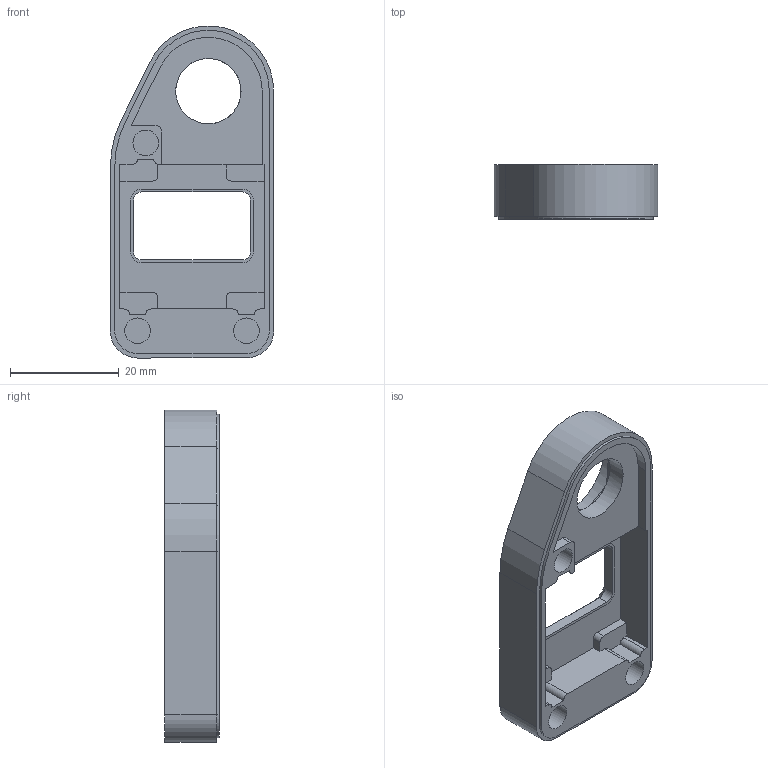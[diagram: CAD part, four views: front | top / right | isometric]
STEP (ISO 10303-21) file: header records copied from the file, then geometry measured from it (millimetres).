
FILE_DESCRIPTION(/* description */ (''),/* implementation_level */ '2;1');
FILE_NAME(/* name */ 'OBS-D-201_V2.step',/* time_stamp */ '2021-01-15T20:15:49+01:00',/* author */ (''),/* organization */ (''),/* preprocessor_version */ 'ST-DEVELOPER v18.1',/* originating_system */ 'Autodesk Translation Framework v9.7.1.1290',/* authorisation */ '');
FILE_SCHEMA (('AUTOMOTIVE_DESIGN { 1 0 10303 214 3 1 1 }'));
Length unit declared in the file: millimetre
Products named in the file (1): OBS-D-001
Bounding box: 30 x 10 x 60.98 mm (x, y, z)
Volume: 8229.7 mm3; surface area: 5900.5 mm2
Topology: 1 solids, 1 shells, 114 faces, 305 edges, 199 vertices
Faces by surface type: plane 76, cylinder 34, cone 4
Full cylindrical faces by diameter (mm): 4.7 x3, 12 x1, 18 x1
Entity records: 3588 total; most frequent: DIRECTION 621, CARTESIAN_POINT 619, ORIENTED_EDGE 610, EDGE_CURVE 305, LINE 219, VECTOR 219, AXIS2_PLACEMENT_3D 201, VERTEX_POINT 199
